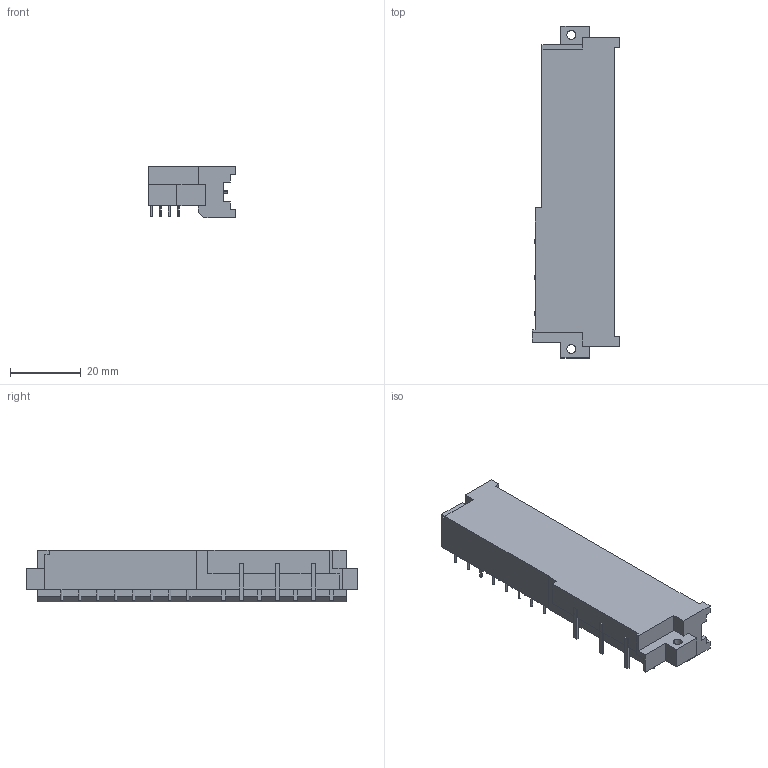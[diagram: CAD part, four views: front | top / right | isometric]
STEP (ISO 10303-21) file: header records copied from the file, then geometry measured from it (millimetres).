
FILE_DESCRIPTION((''),'2;1');
FILE_NAME('HARTING_09 06 131 6924.stp','2012-08-07T09:50:18',(''),(''),'Mechanical Desktop 2011','Mechanical Desktop 2011',', , ');
FILE_SCHEMA(('AUTOMOTIVE_DESIGN { 1 2 10303 214 1 1 1 1 }'));
Length unit declared in the file: millimetre
Products named in the file (1): Product
Bounding box: 24.75 x 93.95 x 14.7 mm (x, y, z)
Volume: 15962.7 mm3; surface area: 9697.6 mm2
Topology: 63 solids, 63 shells, 392 faces, 798 edges, 532 vertices
Faces by surface type: plane 292, cylinder 100
Entity records: 10247 total; most frequent: DIRECTION 1784, CARTESIAN_POINT 1723, ORIENTED_EDGE 1596, EDGE_CURVE 798, VECTOR 598, LINE 598, AXIS2_PLACEMENT_3D 593, VERTEX_POINT 532
